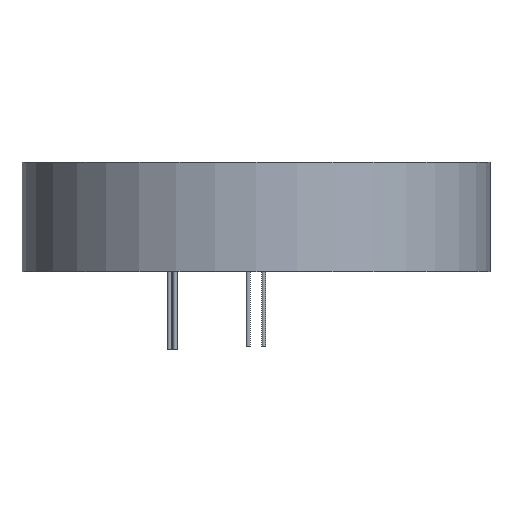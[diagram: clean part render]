
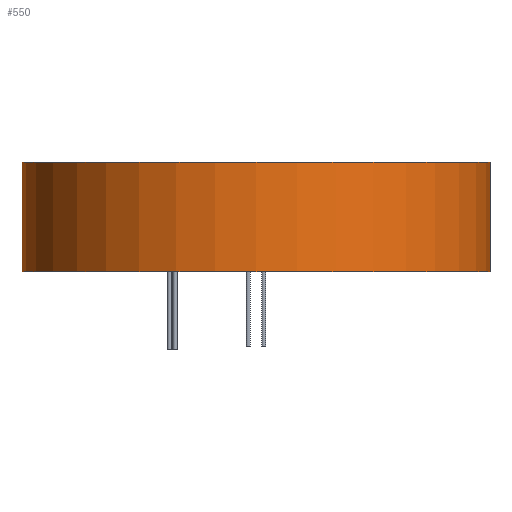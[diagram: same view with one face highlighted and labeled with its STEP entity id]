
A CAD part, front view. The second image highlights one B-rep face of the part: STEP entity #550.
In plain terms, the highlighted cylindrical face has radius 45 mm (diameter 90 mm), a partial arc.
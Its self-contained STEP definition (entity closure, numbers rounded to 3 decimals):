
#183=CYLINDRICAL_SURFACE('',#5079,45.);
#292=FACE_OUTER_BOUND('',#1031,.T.);
#550=ADVANCED_FACE('',(#292),#183,.T.);
#1031=EDGE_LOOP('',(#1910,#1911,#1912,#1913));
#1264=CIRCLE('',#4851,45.);
#1433=CIRCLE('',#5078,45.);
#1910=ORIENTED_EDGE('',*,*,#3720,.F.);
#1911=ORIENTED_EDGE('',*,*,#3420,.F.);
#1912=ORIENTED_EDGE('',*,*,#3722,.T.);
#1913=ORIENTED_EDGE('',*,*,#3741,.T.);
#2954=VERTEX_POINT('',#6808);
#2955=VERTEX_POINT('',#6809);
#3221=VERTEX_POINT('',#7660);
#3222=VERTEX_POINT('',#7662);
#3420=EDGE_CURVE('',#2954,#2955,#1264,.T.);
#3720=EDGE_CURVE('',#2955,#3221,#4228,.T.);
#3722=EDGE_CURVE('',#2954,#3222,#4229,.T.);
#3741=EDGE_CURVE('',#3222,#3221,#1433,.T.);
#4228=LINE('',#7659,#4590);
#4229=LINE('',#7663,#4591);
#4590=VECTOR('',#5908,1.);
#4591=VECTOR('',#5911,1.);
#4851=AXIS2_PLACEMENT_3D('',#6807,#5386,#5387);
#5078=AXIS2_PLACEMENT_3D('',#7696,#5954,#5955);
#5079=AXIS2_PLACEMENT_3D('',#7697,#5956,#5957);
#5386=DIRECTION('',(0.,0.,1.));
#5387=DIRECTION('',(1.,0.,0.));
#5908=DIRECTION('',(0.,0.,-1.));
#5911=DIRECTION('',(0.,0.,-1.));
#5954=DIRECTION('',(0.,0.,1.));
#5955=DIRECTION('',(1.,0.,0.));
#5956=DIRECTION('',(0.,0.,-1.));
#5957=DIRECTION('',(1.,0.,0.));
#6807=CARTESIAN_POINT('',(0.,0.,21.));
#6808=CARTESIAN_POINT('',(-45.,0.,21.));
#6809=CARTESIAN_POINT('',(45.,0.,21.));
#7659=CARTESIAN_POINT('',(45.,0.,21.));
#7660=CARTESIAN_POINT('',(45.,0.,0.));
#7662=CARTESIAN_POINT('',(-45.,0.,0.));
#7663=CARTESIAN_POINT('',(-45.,0.,21.));
#7696=CARTESIAN_POINT('',(0.,0.,0.));
#7697=CARTESIAN_POINT('',(0.,0.,21.));
